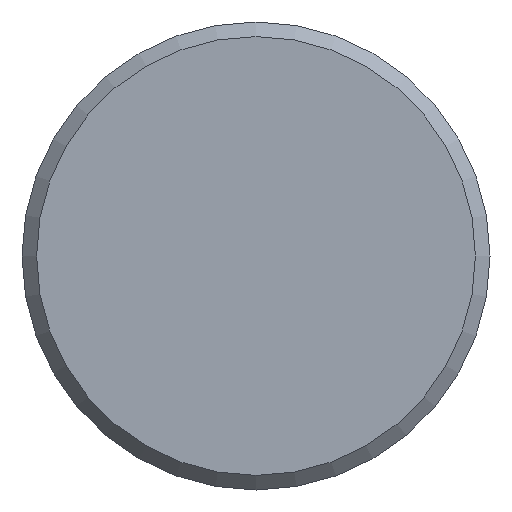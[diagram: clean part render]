
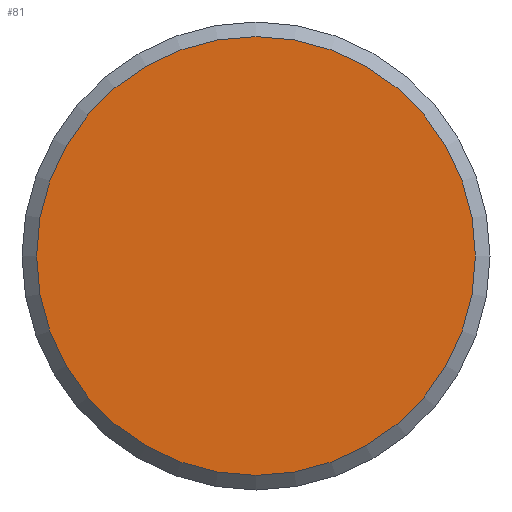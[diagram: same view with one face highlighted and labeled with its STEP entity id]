
A CAD part, front view. The second image highlights one B-rep face of the part: STEP entity #81.
In plain terms, the highlighted planar face has unit normal (0, -1, 0).
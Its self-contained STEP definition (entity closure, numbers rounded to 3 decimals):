
#81 = ADVANCED_FACE( '', ( #185 ), #186, .F. );
#185 = FACE_OUTER_BOUND( '', #313, .T. );
#186 = PLANE( '', #314 );
#313 = EDGE_LOOP( '', ( #476 ) );
#314 = AXIS2_PLACEMENT_3D( '', #477, #478, #479 );
#476 = ORIENTED_EDGE( '', *, *, #691, .T. );
#477 = CARTESIAN_POINT( '', ( 15., 0., 0. ) );
#478 = DIRECTION( '', ( 0., 1., 0. ) );
#479 = DIRECTION( '', ( 0., 0., 1. ) );
#691 = EDGE_CURVE( '', #811, #811, #812, .T. );
#811 = VERTEX_POINT( '', #1021 );
#812 = CIRCLE( '', #1022, 15. );
#1021 = CARTESIAN_POINT( '', ( 0., 0., -15. ) );
#1022 = AXIS2_PLACEMENT_3D( '', #1180, #1181, #1182 );
#1180 = CARTESIAN_POINT( '', ( 0., 0., 0. ) );
#1181 = DIRECTION( '', ( 0., -1., 0. ) );
#1182 = DIRECTION( '', ( 0., 0., -1. ) );
